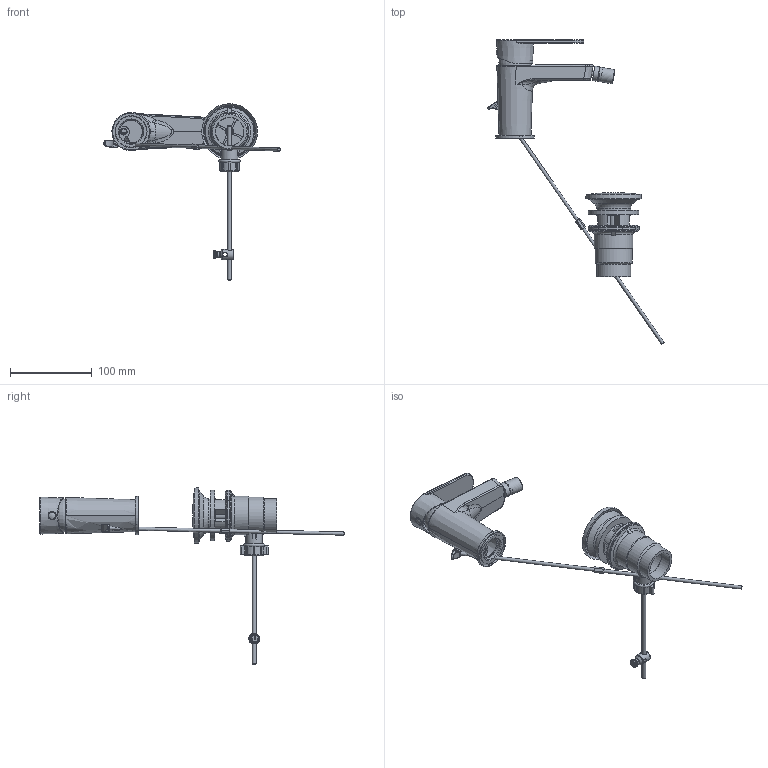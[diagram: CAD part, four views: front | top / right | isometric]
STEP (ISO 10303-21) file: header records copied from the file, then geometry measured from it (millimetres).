
FILE_DESCRIPTION (( 'STEP AP203' ), '1' );
FILE_NAME ('36BP03690.STEP', '2021-02-19T14:08:49', ( '' ), ( '' ), 'SwSTEP 2.0', 'SolidWorks 2018', '' );
FILE_SCHEMA (( 'CONFIG_CONTROL_DESIGN' ));
Length unit declared in the file: millimetre
Products named in the file (1): 36BP03690
Bounding box: 216.27 x 373.34 x 216.59 mm (x, y, z)
Volume: 210873.6 mm3; surface area: 147297.5 mm2
Topology: 24 solids, 24 shells, 689 faces, 1643 edges, 1020 vertices
Faces by surface type: plane 267, cylinder 169, bspline 155, cone 47, torus 47, sphere 4
Full cylindrical faces by diameter (mm): 1.576 x1, 3.2 x2, 4 x2, 4.5 x1, 5 x2, 6 x1, 6.8 x2, 6.987 x1, 7 x2, 7.2 x1, 7.533 x1, 9.5 x1, 10 x3, 10.5 x1, 11 x1, 12 x1, 12.5 x1, 13 x1, 13.3 x1, 14 x1, 14.2 x1, 14.5 x2, 15 x2, 15.5 x1, 16 x1, 17.6 x1, 18 x1, 19.2 x1, 20.5 x1, 23 x1
Entity records: 31442 total; most frequent: CARTESIAN_POINT 17660, ORIENTED_EDGE 2916, DIRECTION 2415, EDGE_CURVE 1458, VERTEX_POINT 988, AXIS2_PLACEMENT_3D 951, EDGE_LOOP 912, FACE_OUTER_BOUND 789
